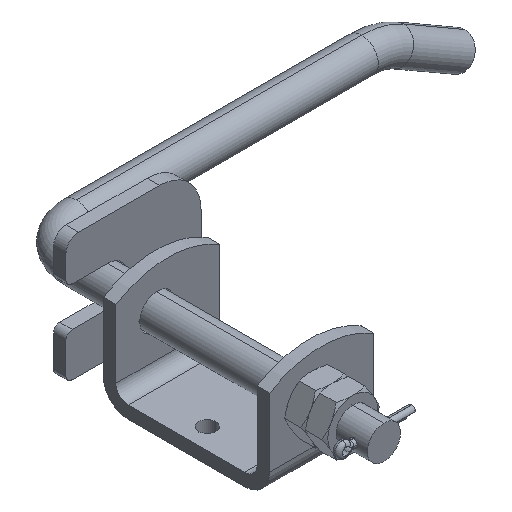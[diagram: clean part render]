
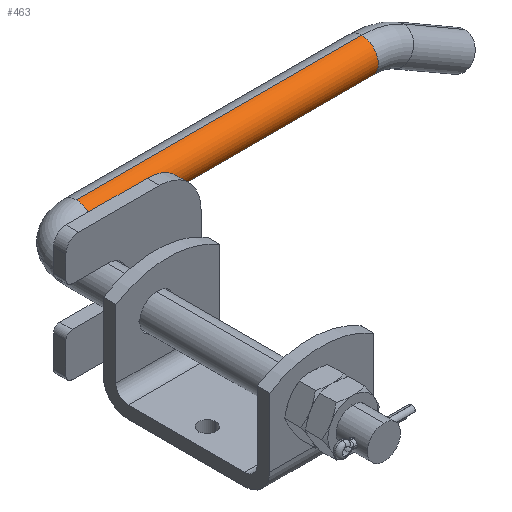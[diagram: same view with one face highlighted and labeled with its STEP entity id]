
A CAD part, isometric view. The second image highlights one B-rep face of the part: STEP entity #463.
In plain terms, the highlighted cylindrical face has radius 8 mm (diameter 16 mm), a partial arc.
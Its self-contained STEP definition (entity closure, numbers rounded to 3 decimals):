
#154 = ORIENTED_EDGE ( 'NONE', *, *, #525, .F. ) ;
#182 = VERTEX_POINT ( 'NONE', #1469 ) ;
#210 = VERTEX_POINT ( 'NONE', #1689 ) ;
#216 = VERTEX_POINT ( 'NONE', #1661 ) ;
#274 = VERTEX_POINT ( 'NONE', #1775 ) ;
#395 = EDGE_CURVE ( 'NONE', #210, #274, #2016, .T. ) ;
#456 = EDGE_CURVE ( 'NONE', #520, #182, #2116, .T. ) ;
#462 = EDGE_CURVE ( 'NONE', #520, #210, #2062, .T. ) ;
#463 = ADVANCED_FACE ( 'NONE', ( #2083 ), #2079, .T. ) ;
#464 = EDGE_LOOP ( 'NONE', ( #465, #631, #629, #466, #154 ) ) ;
#465 = ORIENTED_EDGE ( 'NONE', *, *, #456, .F. ) ;
#466 = ORIENTED_EDGE ( 'NONE', *, *, #642, .T. ) ;
#520 = VERTEX_POINT ( 'NONE', #2427 ) ;
#525 = EDGE_CURVE ( 'NONE', #182, #216, #2385, .T. ) ;
#629 = ORIENTED_EDGE ( 'NONE', *, *, #395, .T. ) ;
#631 = ORIENTED_EDGE ( 'NONE', *, *, #462, .T. ) ;
#642 = EDGE_CURVE ( 'NONE', #274, #216, #2690, .T. ) ;
#1469 = CARTESIAN_POINT ( 'NONE',  ( 167., -156.286, 8. ) ) ;
#1661 = CARTESIAN_POINT ( 'NONE',  ( 167., -156.286, -8. ) ) ;
#1689 = CARTESIAN_POINT ( 'NONE',  ( 159., -19., 0. ) ) ;
#1775 = CARTESIAN_POINT ( 'NONE',  ( 167., -19., -8. ) ) ;
#1879 = AXIS2_PLACEMENT_3D ( 'NONE', #1991, #1990, #1989 ) ;
#1989 = DIRECTION ( 'NONE',  ( 0., 0., -1. ) ) ;
#1990 = DIRECTION ( 'NONE',  ( 0., -1., 0. ) ) ;
#1991 = CARTESIAN_POINT ( 'NONE',  ( 167., -19., 0. ) ) ;
#2016 = CIRCLE ( 'NONE', #1879, 8. ) ;
#2056 = AXIS2_PLACEMENT_3D ( 'NONE', #2081, #2088, #2087 ) ;
#2058 = DIRECTION ( 'NONE',  ( 0., -1., 0. ) ) ;
#2059 = VECTOR ( 'NONE', #2058, 1000. ) ;
#2062 = CIRCLE ( 'NONE', #2093, 8. ) ;
#2079 = CYLINDRICAL_SURFACE ( 'NONE', #2056, 8. ) ;
#2081 = CARTESIAN_POINT ( 'NONE',  ( 167., -19., 0. ) ) ;
#2083 = FACE_OUTER_BOUND ( 'NONE', #464, .T. ) ;
#2084 = DIRECTION ( 'NONE',  ( 0., 0., -1. ) ) ;
#2085 = DIRECTION ( 'NONE',  ( 0., -1., 0. ) ) ;
#2086 = CARTESIAN_POINT ( 'NONE',  ( 167., -19., 0. ) ) ;
#2087 = DIRECTION ( 'NONE',  ( 0., 0., -1. ) ) ;
#2088 = DIRECTION ( 'NONE',  ( 0., -1., 0. ) ) ;
#2093 = AXIS2_PLACEMENT_3D ( 'NONE', #2086, #2085, #2084 ) ;
#2115 = CARTESIAN_POINT ( 'NONE',  ( 167., -19., 8. ) ) ;
#2116 = LINE ( 'NONE', #2115, #2059 ) ;
#2325 = DIRECTION ( 'NONE',  ( 0., 0., -1. ) ) ;
#2326 = DIRECTION ( 'NONE',  ( 0., -1., 0. ) ) ;
#2385 = CIRCLE ( 'NONE', #2458, 8. ) ;
#2427 = CARTESIAN_POINT ( 'NONE',  ( 167., -19., 8. ) ) ;
#2458 = AXIS2_PLACEMENT_3D ( 'NONE', #2465, #2326, #2325 ) ;
#2465 = CARTESIAN_POINT ( 'NONE',  ( 167., -156.286, 0. ) ) ;
#2684 = DIRECTION ( 'NONE',  ( 0., -1., 0. ) ) ;
#2685 = VECTOR ( 'NONE', #2684, 1000. ) ;
#2689 = CARTESIAN_POINT ( 'NONE',  ( 167., -19., -8. ) ) ;
#2690 = LINE ( 'NONE', #2689, #2685 ) ;
